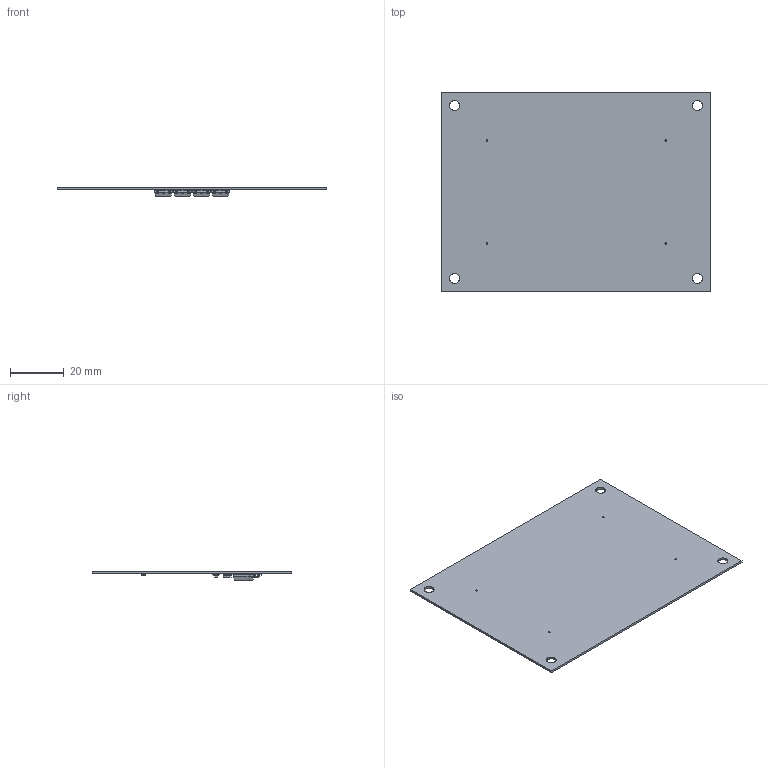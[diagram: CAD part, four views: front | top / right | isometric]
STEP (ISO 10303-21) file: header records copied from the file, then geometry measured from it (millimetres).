
FILE_DESCRIPTION(('KiCad electronic assembly'),'2;1');
FILE_NAME('PD_ElectrodeBoard_v4.step','2020-03-09T10:34:46',('An Author' ),('A Company'),'Open CASCADE STEP processor 6.9', 'KiCad to STEP converter','Unknown');
FILE_SCHEMA(('AUTOMOTIVE_DESIGN { 1 0 10303 214 1 1 1 1 }'));
Length unit declared in the file: millimetre
Products named in the file (8): Open CASCADE STEP translator 6.9 1; TO-252-2; SOLID; R_0603_1608Metric; SOT-23; COMPOUND
Assembly tree (13 placements, depth 3):
  Open CASCADE STEP translator 6.9 1
    TO-252-2  x4
      SOLID
    R_0603_1608Metric
      SOLID
    SOT-23  x4
      SOLID
    COMPOUND
Bounding box: 100 x 74 x 3.17 mm (x, y, z)
Volume: 6259.4 mm3; surface area: 15745.9 mm2
Topology: 10 solids, 10 shells, 664 faces, 1704 edges, 1076 vertices
Faces by surface type: plane 440, cylinder 116, bspline 108
Full cylindrical faces by diameter (mm): 0.686 x4, 1 x4, 3.7 x4
Entity records: 13995 total; most frequent: CARTESIAN_POINT 2522, DIRECTION 1834, LINE 1251, VECTOR 1251, ORIENTED_EDGE 1008, PCURVE 1008, DEFINITIONAL_REPRESENTATION 1008, EDGE_CURVE 504
